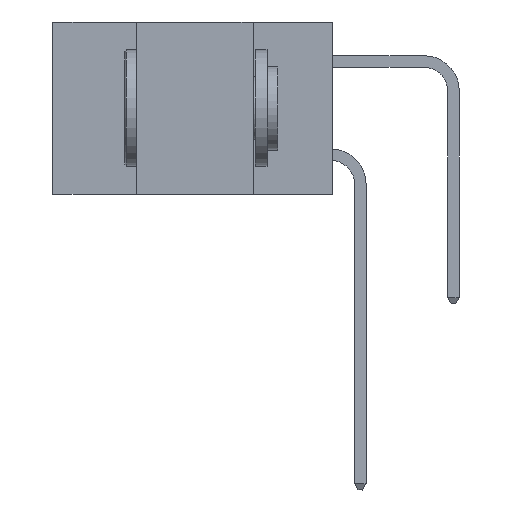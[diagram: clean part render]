
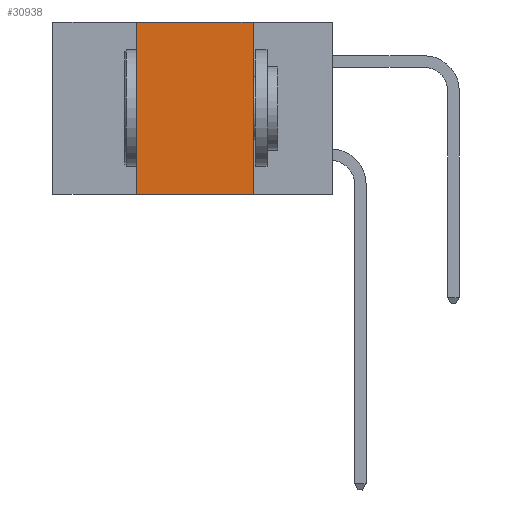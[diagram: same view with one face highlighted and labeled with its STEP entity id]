
A CAD part, left-side view. The second image highlights one B-rep face of the part: STEP entity #30938.
In plain terms, the highlighted planar face has unit normal (-1, 0, 0).
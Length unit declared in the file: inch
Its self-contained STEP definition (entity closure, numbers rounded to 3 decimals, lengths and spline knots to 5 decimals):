
#947 = DIRECTION ( 'NONE',  ( 0., 0., -1. ) ) ;
#2210 = DIRECTION ( 'NONE',  ( 0., 0., 1. ) ) ;
#2333 = FACE_OUTER_BOUND ( 'NONE', #26300, .T. ) ;
#2923 = LINE ( 'NONE', #25731, #9085 ) ;
#5656 = VERTEX_POINT ( 'NONE', #9781 ) ;
#6909 = CARTESIAN_POINT ( 'NONE',  ( 0., 0.17, 0. ) ) ;
#8604 = VECTOR ( 'NONE', #25084, 39.37008 ) ;
#9085 = VECTOR ( 'NONE', #2210, 39.37008 ) ;
#9735 = ORIENTED_EDGE ( 'NONE', *, *, #28992, .F. ) ;
#9781 = CARTESIAN_POINT ( 'NONE',  ( 0., 0.17, -0.37 ) ) ;
#10465 = CARTESIAN_POINT ( 'NONE',  ( 0., 0.17, 0. ) ) ;
#11446 = PLANE ( 'NONE',  #28023 ) ;
#14000 = DIRECTION ( 'NONE',  ( 0., -1., 0. ) ) ;
#14401 = VERTEX_POINT ( 'NONE', #23992 ) ;
#14606 = CARTESIAN_POINT ( 'NONE',  ( 0., 0.42, 0. ) ) ;
#15081 = ORIENTED_EDGE ( 'NONE', *, *, #29891, .F. ) ;
#16005 = VECTOR ( 'NONE', #14000, 39.37008 ) ;
#16713 = DIRECTION ( 'NONE',  ( 1., 0., 0. ) ) ;
#19148 = CARTESIAN_POINT ( 'NONE',  ( 0., 0.6, -0.37 ) ) ;
#20416 = VECTOR ( 'NONE', #25830, 39.37008 ) ;
#21320 = ORIENTED_EDGE ( 'NONE', *, *, #28264, .T. ) ;
#23992 = CARTESIAN_POINT ( 'NONE',  ( 0., 0.42, -0.37 ) ) ;
#24241 = VERTEX_POINT ( 'NONE', #10465 ) ;
#25084 = DIRECTION ( 'NONE',  ( 0., 0., -1. ) ) ;
#25731 = CARTESIAN_POINT ( 'NONE',  ( 0., 0.42, 0. ) ) ;
#25830 = DIRECTION ( 'NONE',  ( 0., -1., 0. ) ) ;
#26300 = EDGE_LOOP ( 'NONE', ( #9735, #15081, #30226, #21320 ) ) ;
#26919 = LINE ( 'NONE', #6909, #8604 ) ;
#27340 = LINE ( 'NONE', #30989, #20416 ) ;
#27855 = EDGE_CURVE ( 'NONE', #14401, #29674, #2923, .T. ) ;
#28023 = AXIS2_PLACEMENT_3D ( 'NONE', #32280, #16713, #947 ) ;
#28264 = EDGE_CURVE ( 'NONE', #14401, #5656, #29839, .T. ) ;
#28992 = EDGE_CURVE ( 'NONE', #24241, #5656, #26919, .T. ) ;
#29674 = VERTEX_POINT ( 'NONE', #14606 ) ;
#29839 = LINE ( 'NONE', #19148, #16005 ) ;
#29891 = EDGE_CURVE ( 'NONE', #29674, #24241, #27340, .T. ) ;
#30226 = ORIENTED_EDGE ( 'NONE', *, *, #27855, .F. ) ;
#30938 = ADVANCED_FACE ( 'NONE', ( #2333 ), #11446, .F. ) ;
#30989 = CARTESIAN_POINT ( 'NONE',  ( 0., 0.6, 0. ) ) ;
#32280 = CARTESIAN_POINT ( 'NONE',  ( 0., 0.6, 0. ) ) ;
